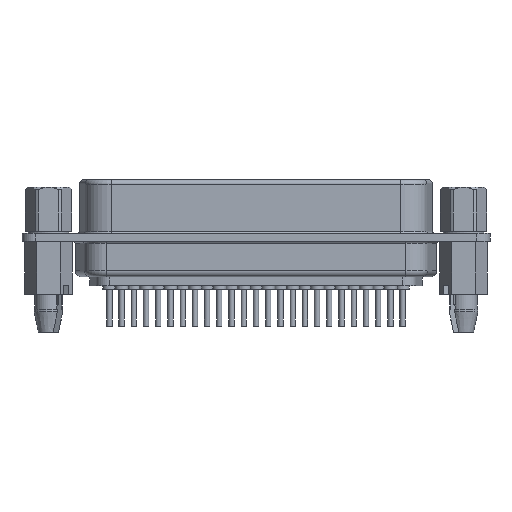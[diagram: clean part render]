
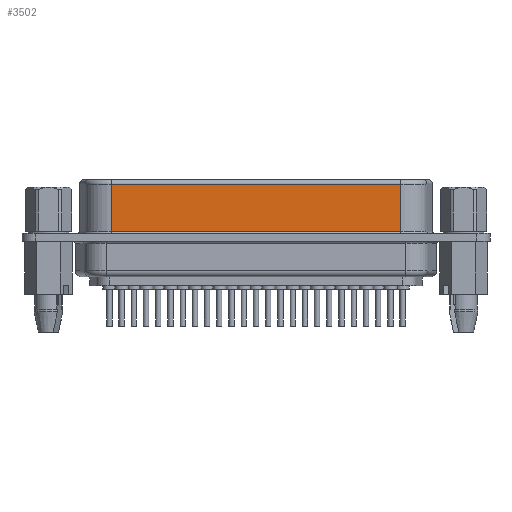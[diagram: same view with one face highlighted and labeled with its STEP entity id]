
A CAD part, front view. The second image highlights one B-rep face of the part: STEP entity #3502.
In plain terms, the highlighted planar face has unit normal (0, -1, 0).
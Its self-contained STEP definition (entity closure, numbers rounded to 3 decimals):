
#351 = EDGE_CURVE ( 'NONE', #5925, #5919, #6932, .T. ) ;
#357 = EDGE_CURVE ( 'NONE', #5916, #5926, #6941, .T. ) ;
#512 = EDGE_CURVE ( 'NONE', #5925, #5926, #7160, .T. ) ;
#649 = EDGE_CURVE ( 'NONE', #5919, #5916, #7340, .T. ) ;
#1865 = ORIENTED_EDGE ( 'NONE', *, *, #649, .T. ) ;
#1947 = ORIENTED_EDGE ( 'NONE', *, *, #357, .T. ) ;
#2029 = ORIENTED_EDGE ( 'NONE', *, *, #512, .F. ) ;
#2111 = ORIENTED_EDGE ( 'NONE', *, *, #351, .T. ) ;
#3245 = EDGE_LOOP ( 'NONE', ( #1865, #1947, #2029, #2111 ) ) ;
#3502 = ADVANCED_FACE ( 'NONE', ( #11225 ), #11506, .F. ) ;
#4119 = AXIS2_PLACEMENT_3D ( 'NONE', #11497, #11508, #11509 ) ;
#5916 = VERTEX_POINT ( 'NONE', #14051 ) ;
#5919 = VERTEX_POINT ( 'NONE', #14054 ) ;
#5925 = VERTEX_POINT ( 'NONE', #14060 ) ;
#5926 = VERTEX_POINT ( 'NONE', #14061 ) ;
#6932 = LINE ( 'NONE', #8044, #6937 ) ;
#6937 = VECTOR ( 'NONE', #8058, 1000. ) ;
#6941 = LINE ( 'NONE', #8071, #6946 ) ;
#6946 = VECTOR ( 'NONE', #8065, 1000. ) ;
#7160 = LINE ( 'NONE', #8484, #7163 ) ;
#7163 = VECTOR ( 'NONE', #8473, 1000. ) ;
#7340 = LINE ( 'NONE', #8875, #7343 ) ;
#7343 = VECTOR ( 'NONE', #8865, 1000. ) ;
#8044 = CARTESIAN_POINT ( 'NONE',  ( -16.98, -4.68, 6.05 ) ) ;
#8058 = DIRECTION ( 'NONE',  ( -1., 0., 0. ) ) ;
#8065 = DIRECTION ( 'NONE',  ( 1., 0., 0. ) ) ;
#8071 = CARTESIAN_POINT ( 'NONE',  ( 16.388, -4.68, 0.7 ) ) ;
#8473 = DIRECTION ( 'NONE',  ( 0., 0., -1. ) ) ;
#8484 = CARTESIAN_POINT ( 'NONE',  ( 16.388, -4.68, 6.55 ) ) ;
#8865 = DIRECTION ( 'NONE',  ( 0., 0., -1. ) ) ;
#8875 = CARTESIAN_POINT ( 'NONE',  ( -16.388, -4.68, 6.55 ) ) ;
#11225 = FACE_OUTER_BOUND ( 'NONE', #3245, .T. ) ;
#11497 = CARTESIAN_POINT ( 'NONE',  ( -16.388, -4.68, 6.55 ) ) ;
#11506 = PLANE ( 'NONE',  #4119 ) ;
#11508 = DIRECTION ( 'NONE',  ( 0., 1., 0. ) ) ;
#11509 = DIRECTION ( 'NONE',  ( -1., 0., 0. ) ) ;
#14051 = CARTESIAN_POINT ( 'NONE',  ( -16.388, -4.68, 0.7 ) ) ;
#14054 = CARTESIAN_POINT ( 'NONE',  ( -16.388, -4.68, 6.05 ) ) ;
#14060 = CARTESIAN_POINT ( 'NONE',  ( 16.388, -4.68, 6.05 ) ) ;
#14061 = CARTESIAN_POINT ( 'NONE',  ( 16.388, -4.68, 0.7 ) ) ;
